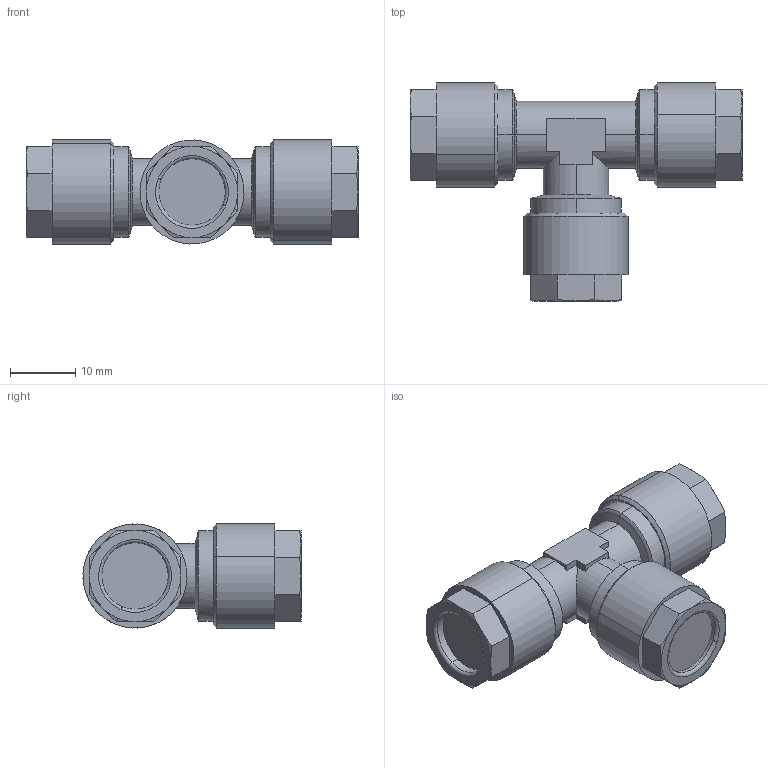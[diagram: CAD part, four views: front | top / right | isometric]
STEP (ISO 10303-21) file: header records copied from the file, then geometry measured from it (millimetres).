
FILE_DESCRIPTION (( 'STEP AP214' ), '1' );
FILE_NAME ('0123000008.step', '2012-09-28T13:26:09', ( '' ), ( '' ), 'SwSTEP 2.0', 'SolidWorks 2012', '' );
FILE_SCHEMA (( 'AUTOMOTIVE_DESIGN' ));
Length unit declared in the file: millimetre
Products named in the file (1): 0123000008
Bounding box: 51 x 33.49 x 15.98 mm (x, y, z)
Volume: 10436.3 mm3; surface area: 4146.1 mm2
Topology: 1 solids, 3 shells, 139 faces, 317 edges, 193 vertices
Faces by surface type: plane 56, cone 45, cylinder 28, torus 10
Entity records: 5567 total; most frequent: CARTESIAN_POINT 887, DIRECTION 670, ORIENTED_EDGE 634, EDGE_CURVE 317, AXIS2_PLACEMENT_3D 266, VERTEX_POINT 193, EDGE_LOOP 148, UNCERTAINTY_MEASURE_WITH_UNIT 142
